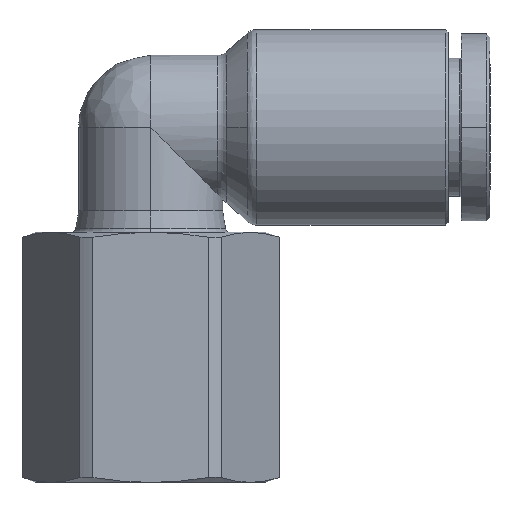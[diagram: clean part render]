
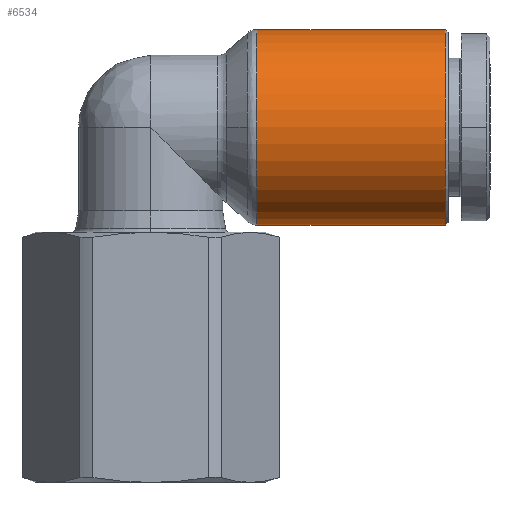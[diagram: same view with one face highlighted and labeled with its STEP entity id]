
A CAD part, front view. The second image highlights one B-rep face of the part: STEP entity #6534.
In plain terms, the highlighted cylindrical face has radius 6.8 mm (diameter 13.6 mm), a partial arc.
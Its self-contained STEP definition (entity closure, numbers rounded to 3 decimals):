
#215 = DIRECTION ( 'NONE',  ( 1., 0., 0. ) ) ;
#265 = DIRECTION ( 'NONE',  ( 0., 0., -1. ) ) ;
#783 = LINE ( 'NONE', #15339, #2219 ) ;
#1164 = ORIENTED_EDGE ( 'NONE', *, *, #9787, .T. ) ;
#1729 = FACE_OUTER_BOUND ( 'NONE', #4770, .T. ) ;
#1787 = CARTESIAN_POINT ( 'NONE',  ( 13.028, 0., 0. ) ) ;
#1927 = DIRECTION ( 'NONE',  ( 0., 0., -1. ) ) ;
#2219 = VECTOR ( 'NONE', #5718, 1000. ) ;
#2362 = VERTEX_POINT ( 'NONE', #8305 ) ;
#2635 = CARTESIAN_POINT ( 'NONE',  ( 13.028, 0., 6.8 ) ) ;
#2729 = AXIS2_PLACEMENT_3D ( 'NONE', #9043, #7942, #1927 ) ;
#2993 = DIRECTION ( 'NONE',  ( -1., 0., 0. ) ) ;
#3627 = CARTESIAN_POINT ( 'NONE',  ( 4.528, 0., 0. ) ) ;
#3867 = EDGE_CURVE ( 'NONE', #2362, #7964, #11325, .T. ) ;
#4770 = EDGE_LOOP ( 'NONE', ( #11820, #1164, #15067, #5549 ) ) ;
#5549 = ORIENTED_EDGE ( 'NONE', *, *, #3867, .T. ) ;
#5718 = DIRECTION ( 'NONE',  ( 1., 0., 0. ) ) ;
#6000 = DIRECTION ( 'NONE',  ( 1., 0., 0. ) ) ;
#6534 = ADVANCED_FACE ( 'NONE', ( #1729 ), #11615, .T. ) ;
#7305 = CARTESIAN_POINT ( 'NONE',  ( 4.528, 0., -6.8 ) ) ;
#7366 = VECTOR ( 'NONE', #215, 1000. ) ;
#7942 = DIRECTION ( 'NONE',  ( 1., 0., 0. ) ) ;
#7964 = VERTEX_POINT ( 'NONE', #2635 ) ;
#8305 = CARTESIAN_POINT ( 'NONE',  ( 13.028, 0., -6.8 ) ) ;
#8832 = AXIS2_PLACEMENT_3D ( 'NONE', #3627, #6000, #265 ) ;
#9043 = CARTESIAN_POINT ( 'NONE',  ( -0.089, 0., 0. ) ) ;
#9647 = VERTEX_POINT ( 'NONE', #14899 ) ;
#9787 = EDGE_CURVE ( 'NONE', #9647, #12927, #9840, .T. ) ;
#9840 = CIRCLE ( 'NONE', #2729, 6.8 ) ;
#11026 = EDGE_CURVE ( 'NONE', #12927, #2362, #13709, .T. ) ;
#11325 = CIRCLE ( 'NONE', #13217, 6.8 ) ;
#11615 = CYLINDRICAL_SURFACE ( 'NONE', #8832, 6.8 ) ;
#11820 = ORIENTED_EDGE ( 'NONE', *, *, #12895, .F. ) ;
#12895 = EDGE_CURVE ( 'NONE', #9647, #7964, #783, .T. ) ;
#12927 = VERTEX_POINT ( 'NONE', #13012 ) ;
#13012 = CARTESIAN_POINT ( 'NONE',  ( -0.089, 0., -6.8 ) ) ;
#13217 = AXIS2_PLACEMENT_3D ( 'NONE', #1787, #2993, #13707 ) ;
#13707 = DIRECTION ( 'NONE',  ( 0., 0., -1. ) ) ;
#13709 = LINE ( 'NONE', #7305, #7366 ) ;
#14899 = CARTESIAN_POINT ( 'NONE',  ( -0.089, 0., 6.8 ) ) ;
#15067 = ORIENTED_EDGE ( 'NONE', *, *, #11026, .T. ) ;
#15339 = CARTESIAN_POINT ( 'NONE',  ( 4.528, 0., 6.8 ) ) ;
